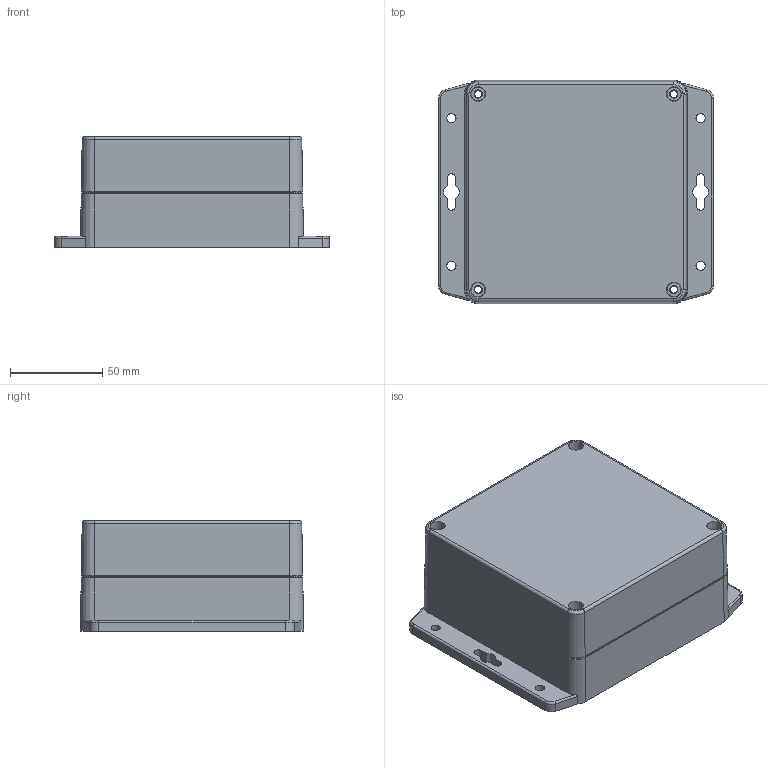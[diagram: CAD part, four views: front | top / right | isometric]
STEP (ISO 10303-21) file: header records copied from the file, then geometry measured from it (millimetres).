
FILE_DESCRIPTION (( 'STEP AP214' ), '1' );
FILE_NAME ('G278MF G386MF.STEP', '2013-03-07T05:20:44', ( 'NEF User' ), ( 'NEF User' ), 'SwSTEP 2.0', 'SolidWorks 2012', '' );
FILE_SCHEMA (( 'AUTOMOTIVE_DESIGN' ));
Length unit declared in the file: millimetre
Products named in the file (3): G278 G386-BASE; G278 G386-COVER; G278MF G386MF
Assembly tree (2 placements, depth 2):
  G278MF G386MF
    G278 G386-BASE
    G278 G386-COVER
Bounding box: 149.05 x 121.05 x 60 mm (x, y, z)
Volume: 203897.9 mm3; surface area: 144748.3 mm2
Topology: 2 solids, 2 shells, 513 faces, 1313 edges, 864 vertices
Faces by surface type: plane 226, cylinder 181, cone 98, torus 4, bspline 4
Entity records: 15957 total; most frequent: CARTESIAN_POINT 2879, DIRECTION 2857, ORIENTED_EDGE 2626, EDGE_CURVE 1313, AXIS2_PLACEMENT_3D 1062, VERTEX_POINT 864, VECTOR 733, LINE 733
